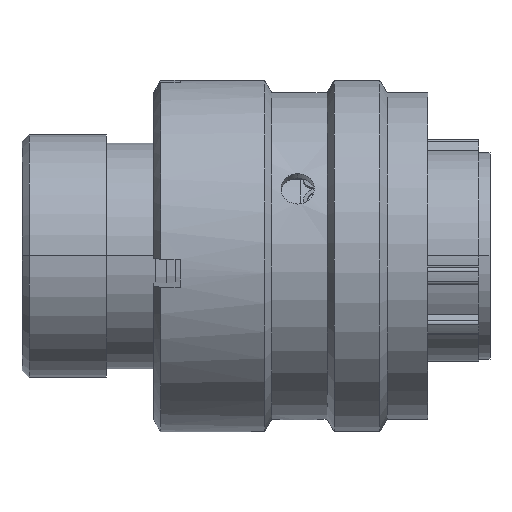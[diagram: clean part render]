
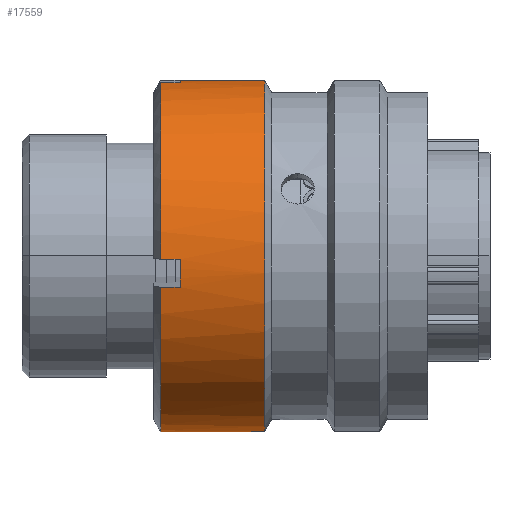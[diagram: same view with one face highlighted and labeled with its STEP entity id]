
A CAD part, top view. The second image highlights one B-rep face of the part: STEP entity #17559.
In plain terms, the highlighted cylindrical face has radius 12.55 mm (diameter 25.1 mm), a partial arc.
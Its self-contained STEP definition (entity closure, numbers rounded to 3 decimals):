
#24 = EDGE_CURVE ( 'NONE', #5081, #31431, #17546, .T. ) ;
#1268 = VECTOR ( 'NONE', #51179, 1000. ) ;
#2132 = DIRECTION ( 'NONE',  ( 1., 0., 0. ) ) ;
#2134 = VECTOR ( 'NONE', #48852, 1000. ) ;
#2356 = CARTESIAN_POINT ( 'NONE',  ( 11.278, 0., 0. ) ) ;
#2494 = CARTESIAN_POINT ( 'NONE',  ( 28.928, -12.487, -1.256 ) ) ;
#2530 = DIRECTION ( 'NONE',  ( 0., -0.995, -0.1 ) ) ;
#2763 = DIRECTION ( 'NONE',  ( 1., 0., 0. ) ) ;
#3465 = CIRCLE ( 'NONE', #37825, 12.55 ) ;
#4366 = EDGE_CURVE ( 'NONE', #34017, #50673, #26905, .T. ) ;
#5081 = VERTEX_POINT ( 'NONE', #24522 ) ;
#6255 = EDGE_CURVE ( 'NONE', #19943, #33807, #18490, .T. ) ;
#6811 = EDGE_CURVE ( 'NONE', #48082, #19907, #7305, .T. ) ;
#6886 = ORIENTED_EDGE ( 'NONE', *, *, #48088, .T. ) ;
#7305 = LINE ( 'NONE', #34826, #37008 ) ;
#7769 = CARTESIAN_POINT ( 'NONE',  ( 28.928, 12.347, 2.247 ) ) ;
#7797 = ORIENTED_EDGE ( 'NONE', *, *, #14410, .T. ) ;
#8394 = ORIENTED_EDGE ( 'NONE', *, *, #13921, .T. ) ;
#9683 = EDGE_CURVE ( 'NONE', #20377, #5081, #10781, .T. ) ;
#10116 = CIRCLE ( 'NONE', #25859, 12.55 ) ;
#10312 = CARTESIAN_POINT ( 'NONE',  ( 11.278, 0., 0. ) ) ;
#10537 = DIRECTION ( 'NONE',  ( 1., 0., 0. ) ) ;
#10781 = CIRCLE ( 'NONE', #35590, 12.55 ) ;
#11578 = ORIENTED_EDGE ( 'NONE', *, *, #6811, .F. ) ;
#11823 = LINE ( 'NONE', #7769, #1268 ) ;
#12209 = EDGE_CURVE ( 'NONE', #33422, #34017, #3465, .T. ) ;
#12690 = CARTESIAN_POINT ( 'NONE',  ( 9.878, 12.347, 2.247 ) ) ;
#12836 = EDGE_LOOP ( 'NONE', ( #42083, #15183, #34500, #11578, #7797, #8394, #49972, #36281, #24137, #6886, #13393, #40136 ) ) ;
#12868 = EDGE_CURVE ( 'NONE', #50673, #28787, #10116, .T. ) ;
#13393 = ORIENTED_EDGE ( 'NONE', *, *, #9683, .T. ) ;
#13921 = EDGE_CURVE ( 'NONE', #22426, #33422, #11823, .T. ) ;
#14321 = CARTESIAN_POINT ( 'NONE',  ( 17.298, 0., 0. ) ) ;
#14410 = EDGE_CURVE ( 'NONE', #48082, #22426, #28107, .T. ) ;
#15183 = ORIENTED_EDGE ( 'NONE', *, *, #6255, .T. ) ;
#16258 = AXIS2_PLACEMENT_3D ( 'NONE', #28546, #40665, #32864 ) ;
#16652 = CARTESIAN_POINT ( 'NONE',  ( 11.278, -12.487, -1.256 ) ) ;
#17546 = LINE ( 'NONE', #29247, #2134 ) ;
#17559 = ADVANCED_FACE ( 'NONE', ( #33481 ), #27912, .T. ) ;
#18085 = DIRECTION ( 'NONE',  ( 0., 0.995, 0.1 ) ) ;
#18490 = LINE ( 'NONE', #2494, #32100 ) ;
#19555 = CARTESIAN_POINT ( 'NONE',  ( 11.278, -2.247, 12.347 ) ) ;
#19907 = VERTEX_POINT ( 'NONE', #28754 ) ;
#19943 = VERTEX_POINT ( 'NONE', #16652 ) ;
#20377 = VERTEX_POINT ( 'NONE', #43764 ) ;
#20889 = AXIS2_PLACEMENT_3D ( 'NONE', #32779, #24812, #40756 ) ;
#21232 = DIRECTION ( 'NONE',  ( 0., 0.995, 0.1 ) ) ;
#22278 = CIRCLE ( 'NONE', #20889, 12.55 ) ;
#22410 = CARTESIAN_POINT ( 'NONE',  ( 28.928, -0.257, 12.547 ) ) ;
#22426 = VERTEX_POINT ( 'NONE', #45882 ) ;
#24137 = ORIENTED_EDGE ( 'NONE', *, *, #12868, .T. ) ;
#24351 = CIRCLE ( 'NONE', #43055, 12.55 ) ;
#24522 = CARTESIAN_POINT ( 'NONE',  ( 9.878, -12.547, -0.257 ) ) ;
#24812 = DIRECTION ( 'NONE',  ( 1., 0., 0. ) ) ;
#25124 = DIRECTION ( 'NONE',  ( -1., 0., 0. ) ) ;
#25859 = AXIS2_PLACEMENT_3D ( 'NONE', #2356, #42428, #2530 ) ;
#26776 = CARTESIAN_POINT ( 'NONE',  ( 11.278, -12.547, -0.257 ) ) ;
#26905 = LINE ( 'NONE', #22410, #48592 ) ;
#26950 = LINE ( 'NONE', #32926, #29417 ) ;
#27912 = CYLINDRICAL_SURFACE ( 'NONE', #16258, 12.55 ) ;
#28107 = CIRCLE ( 'NONE', #38266, 12.55 ) ;
#28546 = CARTESIAN_POINT ( 'NONE',  ( 28.928, 0., 0. ) ) ;
#28754 = CARTESIAN_POINT ( 'NONE',  ( 17.298, 12.487, 1.256 ) ) ;
#28787 = VERTEX_POINT ( 'NONE', #19555 ) ;
#28997 = CARTESIAN_POINT ( 'NONE',  ( 9.878, -0.257, 12.547 ) ) ;
#29247 = CARTESIAN_POINT ( 'NONE',  ( 28.928, -12.547, -0.257 ) ) ;
#29417 = VECTOR ( 'NONE', #25124, 1000. ) ;
#31431 = VERTEX_POINT ( 'NONE', #26776 ) ;
#32100 = VECTOR ( 'NONE', #38815, 1000. ) ;
#32577 = CARTESIAN_POINT ( 'NONE',  ( 11.278, 12.487, 1.256 ) ) ;
#32779 = CARTESIAN_POINT ( 'NONE',  ( 11.278, 0., 0. ) ) ;
#32864 = DIRECTION ( 'NONE',  ( 0., 0.995, 0.1 ) ) ;
#32926 = CARTESIAN_POINT ( 'NONE',  ( 28.928, -2.247, 12.347 ) ) ;
#33422 = VERTEX_POINT ( 'NONE', #12690 ) ;
#33481 = FACE_OUTER_BOUND ( 'NONE', #12836, .T. ) ;
#33807 = VERTEX_POINT ( 'NONE', #47088 ) ;
#34017 = VERTEX_POINT ( 'NONE', #28997 ) ;
#34500 = ORIENTED_EDGE ( 'NONE', *, *, #45029, .F. ) ;
#34826 = CARTESIAN_POINT ( 'NONE',  ( 28.928, 12.487, 1.256 ) ) ;
#35590 = AXIS2_PLACEMENT_3D ( 'NONE', #44963, #45157, #21232 ) ;
#36281 = ORIENTED_EDGE ( 'NONE', *, *, #4366, .T. ) ;
#37008 = VECTOR ( 'NONE', #38010, 1000. ) ;
#37825 = AXIS2_PLACEMENT_3D ( 'NONE', #41205, #2132, #41544 ) ;
#38010 = DIRECTION ( 'NONE',  ( 1., 0., 0. ) ) ;
#38266 = AXIS2_PLACEMENT_3D ( 'NONE', #10312, #41931, #49911 ) ;
#38815 = DIRECTION ( 'NONE',  ( 1., 0., 0. ) ) ;
#40136 = ORIENTED_EDGE ( 'NONE', *, *, #24, .T. ) ;
#40665 = DIRECTION ( 'NONE',  ( 1., 0., 0. ) ) ;
#40756 = DIRECTION ( 'NONE',  ( 0., 0.1, -0.995 ) ) ;
#41205 = CARTESIAN_POINT ( 'NONE',  ( 9.878, 0., 0. ) ) ;
#41544 = DIRECTION ( 'NONE',  ( 0., 0.995, 0.1 ) ) ;
#41931 = DIRECTION ( 'NONE',  ( 1., 0., 0. ) ) ;
#42083 = ORIENTED_EDGE ( 'NONE', *, *, #46414, .T. ) ;
#42428 = DIRECTION ( 'NONE',  ( 1., 0., 0. ) ) ;
#43055 = AXIS2_PLACEMENT_3D ( 'NONE', #14321, #10537, #18085 ) ;
#43764 = CARTESIAN_POINT ( 'NONE',  ( 9.878, -2.247, 12.347 ) ) ;
#44963 = CARTESIAN_POINT ( 'NONE',  ( 9.878, 0., 0. ) ) ;
#45029 = EDGE_CURVE ( 'NONE', #19907, #33807, #24351, .T. ) ;
#45157 = DIRECTION ( 'NONE',  ( 1., 0., 0. ) ) ;
#45882 = CARTESIAN_POINT ( 'NONE',  ( 11.278, 12.347, 2.247 ) ) ;
#46414 = EDGE_CURVE ( 'NONE', #31431, #19943, #22278, .T. ) ;
#47088 = CARTESIAN_POINT ( 'NONE',  ( 17.298, -12.487, -1.256 ) ) ;
#47789 = CARTESIAN_POINT ( 'NONE',  ( 11.278, -0.257, 12.547 ) ) ;
#48082 = VERTEX_POINT ( 'NONE', #32577 ) ;
#48088 = EDGE_CURVE ( 'NONE', #28787, #20377, #26950, .T. ) ;
#48592 = VECTOR ( 'NONE', #2763, 1000. ) ;
#48852 = DIRECTION ( 'NONE',  ( 1., 0., 0. ) ) ;
#49911 = DIRECTION ( 'NONE',  ( 0., -0.1, 0.995 ) ) ;
#49972 = ORIENTED_EDGE ( 'NONE', *, *, #12209, .T. ) ;
#50673 = VERTEX_POINT ( 'NONE', #47789 ) ;
#51179 = DIRECTION ( 'NONE',  ( -1., 0., 0. ) ) ;
